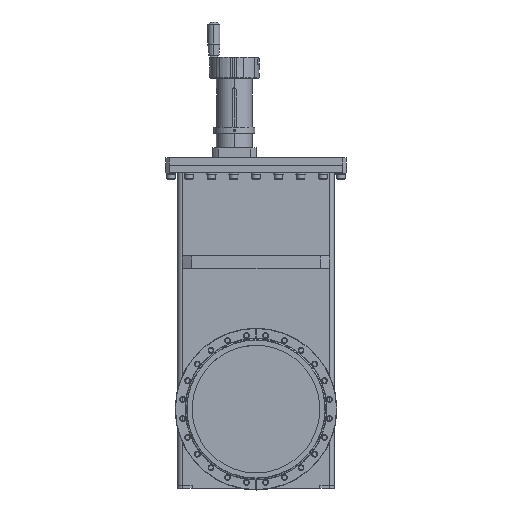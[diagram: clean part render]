
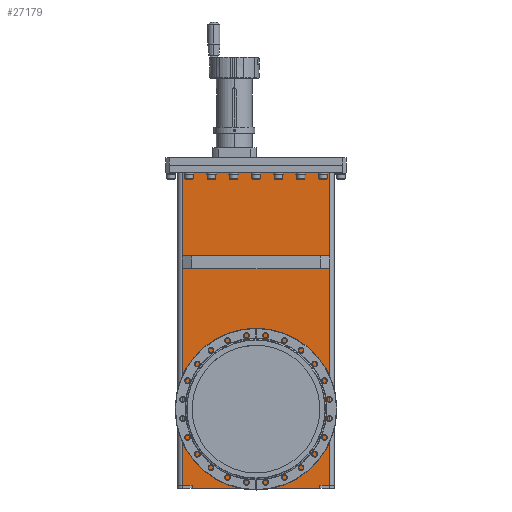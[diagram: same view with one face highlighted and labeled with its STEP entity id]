
A CAD part, top view. The second image highlights one B-rep face of the part: STEP entity #27179.
In plain terms, the highlighted planar face has unit normal (0, 0, 1).
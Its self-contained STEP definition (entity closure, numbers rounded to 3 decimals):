
#898 = ORIENTED_EDGE ( 'NONE', *, *, #5807, .T. ) ;
#1804 = EDGE_CURVE ( 'NONE', #43321, #16019, #3537, .T. ) ;
#2767 = ORIENTED_EDGE ( 'NONE', *, *, #13242, .T. ) ;
#3536 = ORIENTED_EDGE ( 'NONE', *, *, #1804, .T. ) ;
#3537 = CIRCLE ( 'NONE', #30361, 100. ) ;
#3675 = VERTEX_POINT ( 'NONE', #40506 ) ;
#3728 = LINE ( 'NONE', #7685, #25757 ) ;
#5164 = DIRECTION ( 'NONE',  ( 1., 0., 0. ) ) ;
#5213 = CARTESIAN_POINT ( 'NONE',  ( 100., -5., 17.5 ) ) ;
#5778 = CARTESIAN_POINT ( 'NONE',  ( 115.5, 495., 17.5 ) ) ;
#5807 = EDGE_CURVE ( 'NONE', #16329, #32678, #11808, .T. ) ;
#5959 = CARTESIAN_POINT ( 'NONE',  ( 100., 495., 17.5 ) ) ;
#6194 = DIRECTION ( 'NONE',  ( 0., 0., 1. ) ) ;
#7134 = CARTESIAN_POINT ( 'NONE',  ( 0., 119., 17.5 ) ) ;
#7685 = CARTESIAN_POINT ( 'NONE',  ( 115.5, 495., 17.5 ) ) ;
#9324 = CARTESIAN_POINT ( 'NONE',  ( -115.5, 495., 17.5 ) ) ;
#9839 = LINE ( 'NONE', #31275, #36520 ) ;
#9933 = AXIS2_PLACEMENT_3D ( 'NONE', #42221, #6194, #5164 ) ;
#10895 = LINE ( 'NONE', #42195, #46169 ) ;
#11025 = EDGE_CURVE ( 'NONE', #49296, #39094, #9839, .T. ) ;
#11808 = LINE ( 'NONE', #43895, #37770 ) ;
#11922 = DIRECTION ( 'NONE',  ( 0., -1., 0. ) ) ;
#12706 = CARTESIAN_POINT ( 'NONE',  ( -122.5, -5., 17.5 ) ) ;
#12959 = ORIENTED_EDGE ( 'NONE', *, *, #37149, .T. ) ;
#13242 = EDGE_CURVE ( 'NONE', #42884, #49296, #14851, .T. ) ;
#14051 = VECTOR ( 'NONE', #39064, 1000. ) ;
#14851 = LINE ( 'NONE', #5959, #31143 ) ;
#15351 = CARTESIAN_POINT ( 'NONE',  ( 115.5, 0., 17.5 ) ) ;
#16019 = VERTEX_POINT ( 'NONE', #20357 ) ;
#16281 = CARTESIAN_POINT ( 'NONE',  ( -115.5, 0., 17.5 ) ) ;
#16329 = VERTEX_POINT ( 'NONE', #9324 ) ;
#16750 = CIRCLE ( 'NONE', #21808, 100. ) ;
#17957 = ORIENTED_EDGE ( 'NONE', *, *, #22956, .T. ) ;
#19014 = DIRECTION ( 'NONE',  ( 1., 0., 0. ) ) ;
#19514 = CARTESIAN_POINT ( 'NONE',  ( 100., 0., 17.5 ) ) ;
#20122 = CARTESIAN_POINT ( 'NONE',  ( -122.5, 495., 17.5 ) ) ;
#20357 = CARTESIAN_POINT ( 'NONE',  ( -100., 119., 17.5 ) ) ;
#20765 = ORIENTED_EDGE ( 'NONE', *, *, #11025, .T. ) ;
#21681 = PLANE ( 'NONE',  #9933 ) ;
#21808 = AXIS2_PLACEMENT_3D ( 'NONE', #34958, #23895, #22874 ) ;
#21965 = DIRECTION ( 'NONE',  ( 0., 1., 0. ) ) ;
#22874 = DIRECTION ( 'NONE',  ( 1., 0., 0. ) ) ;
#22956 = EDGE_CURVE ( 'NONE', #16019, #43321, #16750, .T. ) ;
#23132 = EDGE_CURVE ( 'NONE', #32678, #40208, #10895, .T. ) ;
#23371 = EDGE_CURVE ( 'NONE', #40208, #3675, #47169, .T. ) ;
#23895 = DIRECTION ( 'NONE',  ( 0., 0., -1. ) ) ;
#25601 = FACE_OUTER_BOUND ( 'NONE', #45045, .T. ) ;
#25757 = VECTOR ( 'NONE', #51313, 1000. ) ;
#25829 = DIRECTION ( 'NONE',  ( 1., 0., 0. ) ) ;
#25909 = EDGE_CURVE ( 'NONE', #3675, #42884, #41359, .T. ) ;
#27179 = ADVANCED_FACE ( 'NONE', ( #25601, #50081 ), #21681, .T. ) ;
#27455 = LINE ( 'NONE', #20122, #14051 ) ;
#30361 = AXIS2_PLACEMENT_3D ( 'NONE', #7134, #40229, #43680 ) ;
#31143 = VECTOR ( 'NONE', #21965, 1000. ) ;
#31275 = CARTESIAN_POINT ( 'NONE',  ( -122.5, 0., 17.5 ) ) ;
#32678 = VERTEX_POINT ( 'NONE', #16281 ) ;
#33663 = ORIENTED_EDGE ( 'NONE', *, *, #35010, .T. ) ;
#34010 = ORIENTED_EDGE ( 'NONE', *, *, #23371, .T. ) ;
#34958 = CARTESIAN_POINT ( 'NONE',  ( 0., 119., 17.5 ) ) ;
#35010 = EDGE_CURVE ( 'NONE', #37516, #16329, #27455, .T. ) ;
#35230 = CARTESIAN_POINT ( 'NONE',  ( -100., 0., 17.5 ) ) ;
#35447 = DIRECTION ( 'NONE',  ( 0., -1., 0. ) ) ;
#36520 = VECTOR ( 'NONE', #25829, 1000. ) ;
#37149 = EDGE_CURVE ( 'NONE', #39094, #37516, #3728, .T. ) ;
#37516 = VERTEX_POINT ( 'NONE', #5778 ) ;
#37770 = VECTOR ( 'NONE', #35447, 1000. ) ;
#39064 = DIRECTION ( 'NONE',  ( -1., 0., 0. ) ) ;
#39094 = VERTEX_POINT ( 'NONE', #15351 ) ;
#39804 = EDGE_LOOP ( 'NONE', ( #3536, #17957 ) ) ;
#40208 = VERTEX_POINT ( 'NONE', #35230 ) ;
#40229 = DIRECTION ( 'NONE',  ( 0., 0., -1. ) ) ;
#40506 = CARTESIAN_POINT ( 'NONE',  ( -100., -5., 17.5 ) ) ;
#41359 = LINE ( 'NONE', #12706, #47651 ) ;
#42195 = CARTESIAN_POINT ( 'NONE',  ( -122.5, 0., 17.5 ) ) ;
#42221 = CARTESIAN_POINT ( 'NONE',  ( -122.5, 495., 17.5 ) ) ;
#42821 = ORIENTED_EDGE ( 'NONE', *, *, #23132, .T. ) ;
#42884 = VERTEX_POINT ( 'NONE', #5213 ) ;
#43321 = VERTEX_POINT ( 'NONE', #49566 ) ;
#43680 = DIRECTION ( 'NONE',  ( 1., 0., 0. ) ) ;
#43895 = CARTESIAN_POINT ( 'NONE',  ( -115.5, 495., 17.5 ) ) ;
#45045 = EDGE_LOOP ( 'NONE', ( #50917, #2767, #20765, #12959, #33663, #898, #42821, #34010 ) ) ;
#46169 = VECTOR ( 'NONE', #19014, 1000. ) ;
#47169 = LINE ( 'NONE', #47938, #48723 ) ;
#47651 = VECTOR ( 'NONE', #48710, 1000. ) ;
#47938 = CARTESIAN_POINT ( 'NONE',  ( -100., 495., 17.5 ) ) ;
#48710 = DIRECTION ( 'NONE',  ( 1., 0., 0. ) ) ;
#48723 = VECTOR ( 'NONE', #11922, 1000. ) ;
#49296 = VERTEX_POINT ( 'NONE', #19514 ) ;
#49566 = CARTESIAN_POINT ( 'NONE',  ( 100., 119., 17.5 ) ) ;
#50081 = FACE_BOUND ( 'NONE', #39804, .T. ) ;
#50917 = ORIENTED_EDGE ( 'NONE', *, *, #25909, .T. ) ;
#51313 = DIRECTION ( 'NONE',  ( 0., 1., 0. ) ) ;
